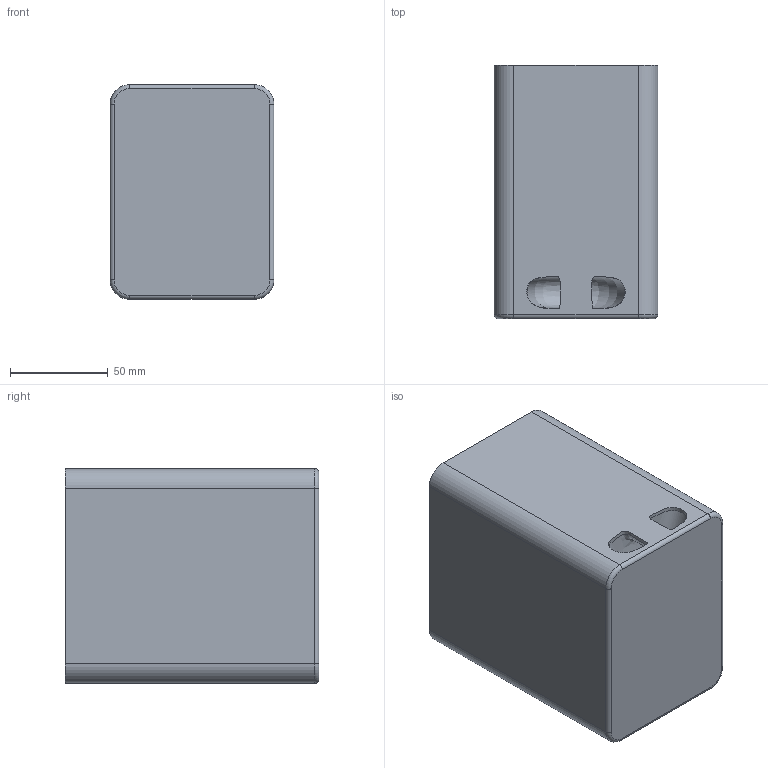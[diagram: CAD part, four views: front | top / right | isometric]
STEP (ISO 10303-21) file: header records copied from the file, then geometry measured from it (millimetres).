
FILE_DESCRIPTION(/* description */ ('','CAx-IF Rec.Pracs.---Representation and Presentation of Product Manufacturing Information (PMI)---4.0---2014-10-13'),/* implementation_level */ '2;1');
FILE_NAME(/* name */ 'ground bin rev1_v1.step',/* time_stamp */ '2025-01-08T23:54:51+01:00',/* author */ (''),/* organization */ (''),/* preprocessor_version */ 'ST-DEVELOPER v20',/* originating_system */ 'Autodesk Translation Framework v13.20.0.188',/* authorisation */ '');
FILE_SCHEMA (('AP242_MANAGED_MODEL_BASED_3D_ENGINEERING_MIM_LF { 1 0 10303 442 1 1 4 }'));
Length unit declared in the file: millimetre
Products named in the file (1): ground bin rev1
Bounding box: 84 x 130 x 110 mm (x, y, z)
Volume: 124197.6 mm3; surface area: 113682.4 mm2
Topology: 1 solids, 1 shells, 44 faces, 127 edges, 86 vertices
Faces by surface type: cylinder 17, bspline 12, plane 11, torus 4
Entity records: 4730 total; most frequent: CARTESIAN_POINT 3594, ORIENTED_EDGE 254, DIRECTION 202, EDGE_CURVE 127, VERTEX_POINT 86, AXIS2_PLACEMENT_3D 80, EDGE_LOOP 47, CIRCLE 47
